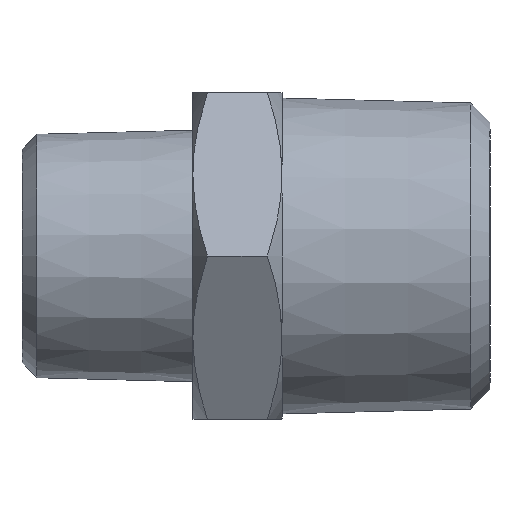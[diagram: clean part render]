
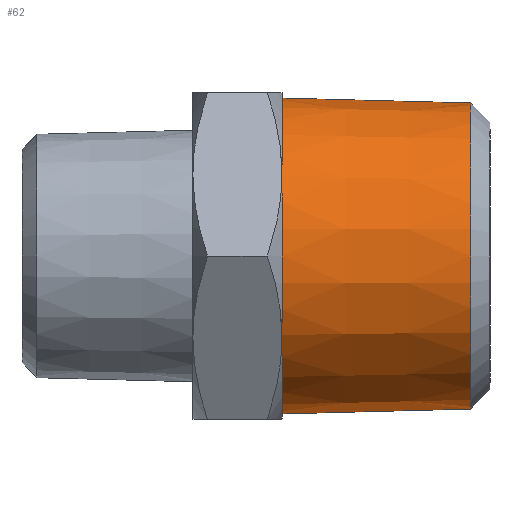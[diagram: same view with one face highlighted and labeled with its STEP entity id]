
A CAD part, left-side view. The second image highlights one B-rep face of the part: STEP entity #62.
In plain terms, the highlighted conical face has half-angle 1.47 degrees and reference radius 10.626 mm.
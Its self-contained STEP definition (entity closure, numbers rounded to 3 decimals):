
#10 = FACE_OUTER_BOUND ( 'NONE', #1091, .T. ) ;
#47 = EDGE_CURVE ( 'NONE', #981, #983, #1229, .T. ) ;
#50 = EDGE_CURVE ( 'NONE', #933, #971, #1223, .T. ) ;
#62 = ADVANCED_FACE ( 'NONE', ( #10 ), #442, .T. ) ;
#270 = CARTESIAN_POINT ( 'NONE',  ( 0., -3., 0. ) ) ;
#271 = DIRECTION ( 'NONE',  ( 0., -1., 0. ) ) ;
#272 = DIRECTION ( 'NONE',  ( 0., 0., -1. ) ) ;
#282 = CARTESIAN_POINT ( 'NONE',  ( 0., -15.7, 0. ) ) ;
#283 = DIRECTION ( 'NONE',  ( 0., -1., 0. ) ) ;
#284 = DIRECTION ( 'NONE',  ( 0., 0., -1. ) ) ;
#321 = CARTESIAN_POINT ( 'NONE',  ( 0., -15.7, 10.3 ) ) ;
#334 = CARTESIAN_POINT ( 'NONE',  ( 0., -3., 10.626 ) ) ;
#343 = CARTESIAN_POINT ( 'NONE',  ( 0., -15.7, -10.3 ) ) ;
#344 = CARTESIAN_POINT ( 'NONE',  ( 0., -3., -10.626 ) ) ;
#425 = AXIS2_PLACEMENT_3D ( 'NONE', #698, #699, #700 ) ;
#426 = VECTOR ( 'NONE', #658, 1000. ) ;
#432 = VECTOR ( 'NONE', #665, 1000. ) ;
#442 = CONICAL_SURFACE ( 'NONE', #425, 10.626, 0.026 ) ;
#498 = CIRCLE ( 'NONE', #510, 10.626 ) ;
#510 = AXIS2_PLACEMENT_3D ( 'NONE', #270, #271, #272 ) ;
#511 = CIRCLE ( 'NONE', #518, 10.3 ) ;
#518 = AXIS2_PLACEMENT_3D ( 'NONE', #282, #283, #284 ) ;
#657 = CARTESIAN_POINT ( 'NONE',  ( 0., -3., -10.626 ) ) ;
#658 = DIRECTION ( 'NONE',  ( 0., 1., -0.026 ) ) ;
#664 = CARTESIAN_POINT ( 'NONE',  ( 0., -3., 10.626 ) ) ;
#665 = DIRECTION ( 'NONE',  ( 0., 1., 0.026 ) ) ;
#698 = CARTESIAN_POINT ( 'NONE',  ( 0., -3., 0. ) ) ;
#699 = DIRECTION ( 'NONE',  ( 0., 1., 0. ) ) ;
#700 = DIRECTION ( 'NONE',  ( 0., 0., 1. ) ) ;
#883 = EDGE_CURVE ( 'NONE', #971, #983, #498, .T. ) ;
#887 = EDGE_CURVE ( 'NONE', #933, #981, #511, .T. ) ;
#933 = VERTEX_POINT ( 'NONE', #321 ) ;
#971 = VERTEX_POINT ( 'NONE', #334 ) ;
#981 = VERTEX_POINT ( 'NONE', #343 ) ;
#983 = VERTEX_POINT ( 'NONE', #344 ) ;
#1052 = ORIENTED_EDGE ( 'NONE', *, *, #883, .T. ) ;
#1070 = ORIENTED_EDGE ( 'NONE', *, *, #50, .T. ) ;
#1077 = ORIENTED_EDGE ( 'NONE', *, *, #887, .F. ) ;
#1089 = ORIENTED_EDGE ( 'NONE', *, *, #47, .F. ) ;
#1091 = EDGE_LOOP ( 'NONE', ( #1089, #1077, #1070, #1052 ) ) ;
#1223 = LINE ( 'NONE', #664, #432 ) ;
#1229 = LINE ( 'NONE', #657, #426 ) ;
